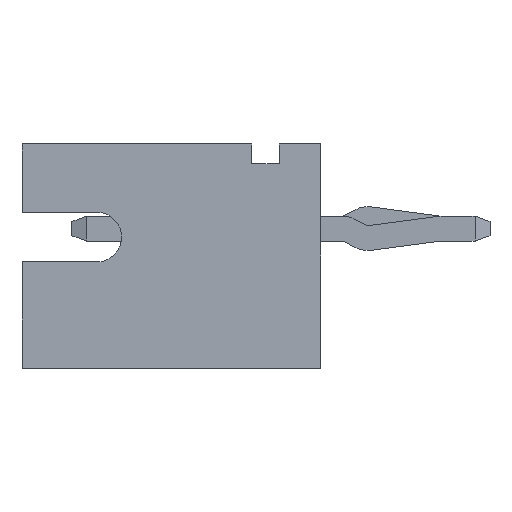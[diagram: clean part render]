
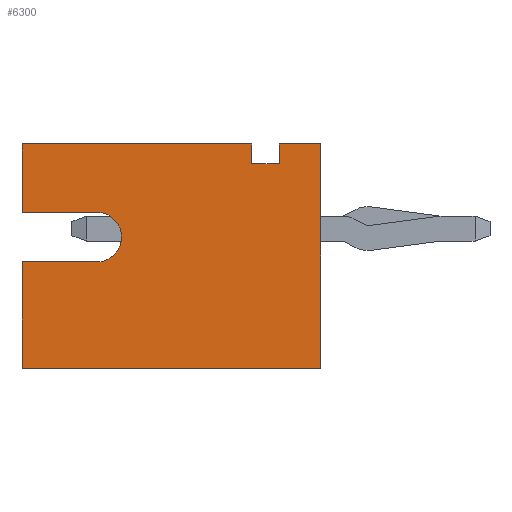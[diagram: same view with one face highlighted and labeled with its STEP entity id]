
A CAD part, left-side view. The second image highlights one B-rep face of the part: STEP entity #6300.
In plain terms, the highlighted planar face has unit normal (-1, 0, 0).
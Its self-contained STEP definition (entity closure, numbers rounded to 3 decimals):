
#95 = DIRECTION ( 'NONE',  ( 0., 0., 1. ) ) ;
#160 = ORIENTED_EDGE ( 'NONE', *, *, #4509, .T. ) ;
#212 = CARTESIAN_POINT ( 'NONE',  ( -4.95, 6., -2.25 ) ) ;
#239 = EDGE_CURVE ( 'NONE', #5342, #254, #7037, .T. ) ;
#254 = VERTEX_POINT ( 'NONE', #6994 ) ;
#689 = CARTESIAN_POINT ( 'NONE',  ( -4.95, 6., -0.12 ) ) ;
#704 = CARTESIAN_POINT ( 'NONE',  ( -4.95, 4.5, 0.88 ) ) ;
#779 = CARTESIAN_POINT ( 'NONE',  ( -4.95, 0., 2.25 ) ) ;
#881 = DIRECTION ( 'NONE',  ( 0., -1., 0. ) ) ;
#987 = VERTEX_POINT ( 'NONE', #1223 ) ;
#1008 = DIRECTION ( 'NONE',  ( 0., 1., 0. ) ) ;
#1093 = CARTESIAN_POINT ( 'NONE',  ( -4.95, 4.5, 0.88 ) ) ;
#1223 = CARTESIAN_POINT ( 'NONE',  ( -4.95, 0.83, 2.25 ) ) ;
#1241 = VECTOR ( 'NONE', #4084, 1000. ) ;
#1248 = LINE ( 'NONE', #1966, #8050 ) ;
#1284 = VECTOR ( 'NONE', #8378, 1000. ) ;
#1359 = LINE ( 'NONE', #8509, #4188 ) ;
#1632 = ORIENTED_EDGE ( 'NONE', *, *, #7661, .T. ) ;
#1755 = EDGE_CURVE ( 'NONE', #2170, #5450, #6209, .T. ) ;
#1776 = EDGE_CURVE ( 'NONE', #4220, #987, #7829, .T. ) ;
#1851 = CARTESIAN_POINT ( 'NONE',  ( -4.95, 0.83, 1.85 ) ) ;
#1869 = DIRECTION ( 'NONE',  ( 1., 0., 0. ) ) ;
#1912 = DIRECTION ( 'NONE',  ( 0., 0., 1. ) ) ;
#1916 = ORIENTED_EDGE ( 'NONE', *, *, #239, .F. ) ;
#1948 = DIRECTION ( 'NONE',  ( 0., -1., 0. ) ) ;
#1966 = CARTESIAN_POINT ( 'NONE',  ( -4.95, 0., -2.25 ) ) ;
#1971 = ORIENTED_EDGE ( 'NONE', *, *, #6260, .F. ) ;
#2084 = LINE ( 'NONE', #7425, #1241 ) ;
#2102 = CARTESIAN_POINT ( 'NONE',  ( -4.95, 1.39, 2.25 ) ) ;
#2145 = VECTOR ( 'NONE', #4852, 1000. ) ;
#2170 = VERTEX_POINT ( 'NONE', #689 ) ;
#2300 = VERTEX_POINT ( 'NONE', #4740 ) ;
#2435 = CARTESIAN_POINT ( 'NONE',  ( -4.95, 0., 0.38 ) ) ;
#2542 = LINE ( 'NONE', #1851, #6060 ) ;
#2544 = VECTOR ( 'NONE', #95, 1000. ) ;
#2563 = CARTESIAN_POINT ( 'NONE',  ( -4.95, 6., 2.25 ) ) ;
#2584 = ORIENTED_EDGE ( 'NONE', *, *, #6041, .F. ) ;
#2623 = LINE ( 'NONE', #3972, #2544 ) ;
#2782 = CARTESIAN_POINT ( 'NONE',  ( -4.95, 4.5, -0.12 ) ) ;
#3007 = CARTESIAN_POINT ( 'NONE',  ( -4.95, 6., -2.25 ) ) ;
#3210 = VECTOR ( 'NONE', #8373, 1000. ) ;
#3323 = EDGE_CURVE ( 'NONE', #6822, #254, #2084, .T. ) ;
#3522 = CARTESIAN_POINT ( 'NONE',  ( -4.95, 1.39, 1.85 ) ) ;
#3604 = FACE_OUTER_BOUND ( 'NONE', #5489, .T. ) ;
#3758 = DIRECTION ( 'NONE',  ( 0., 0., -1. ) ) ;
#3920 = AXIS2_PLACEMENT_3D ( 'NONE', #7339, #5944, #1912 ) ;
#3972 = CARTESIAN_POINT ( 'NONE',  ( -4.95, 1.39, 2.25 ) ) ;
#4079 = EDGE_CURVE ( 'NONE', #2170, #7346, #6863, .T. ) ;
#4084 = DIRECTION ( 'NONE',  ( 0., 0., -1. ) ) ;
#4188 = VECTOR ( 'NONE', #1948, 1000. ) ;
#4191 = VECTOR ( 'NONE', #6297, 1000. ) ;
#4220 = VERTEX_POINT ( 'NONE', #779 ) ;
#4509 = EDGE_CURVE ( 'NONE', #5450, #2300, #1248, .T. ) ;
#4740 = CARTESIAN_POINT ( 'NONE',  ( -4.95, 0., -2.25 ) ) ;
#4785 = CARTESIAN_POINT ( 'NONE',  ( -4.95, 0.83, 1.85 ) ) ;
#4852 = DIRECTION ( 'NONE',  ( 0., 1., 0. ) ) ;
#4898 = LINE ( 'NONE', #3522, #2145 ) ;
#4933 = CIRCLE ( 'NONE', #3920, 0.5 ) ;
#5006 = CARTESIAN_POINT ( 'NONE',  ( -4.95, 1.39, 1.85 ) ) ;
#5093 = DIRECTION ( 'NONE',  ( 0., 0., -1. ) ) ;
#5112 = ORIENTED_EDGE ( 'NONE', *, *, #4079, .F. ) ;
#5289 = ORIENTED_EDGE ( 'NONE', *, *, #6939, .T. ) ;
#5342 = VERTEX_POINT ( 'NONE', #704 ) ;
#5422 = ORIENTED_EDGE ( 'NONE', *, *, #1776, .T. ) ;
#5450 = VERTEX_POINT ( 'NONE', #3007 ) ;
#5489 = EDGE_LOOP ( 'NONE', ( #1971, #5422, #1632, #5289, #5827, #2584, #8027, #1916, #8388, #5112, #7963, #160 ) ) ;
#5642 = PLANE ( 'NONE',  #8288 ) ;
#5766 = VECTOR ( 'NONE', #1008, 1000. ) ;
#5827 = ORIENTED_EDGE ( 'NONE', *, *, #6680, .T. ) ;
#5834 = VERTEX_POINT ( 'NONE', #2102 ) ;
#5892 = CARTESIAN_POINT ( 'NONE',  ( -4.95, 4.5, 0.38 ) ) ;
#5944 = DIRECTION ( 'NONE',  ( -1., 0., 0. ) ) ;
#5994 = DIRECTION ( 'NONE',  ( 0., -1., 0. ) ) ;
#6041 = EDGE_CURVE ( 'NONE', #6822, #5834, #1359, .T. ) ;
#6060 = VECTOR ( 'NONE', #5093, 1000. ) ;
#6209 = LINE ( 'NONE', #212, #4191 ) ;
#6260 = EDGE_CURVE ( 'NONE', #4220, #2300, #8280, .T. ) ;
#6297 = DIRECTION ( 'NONE',  ( 0., 0., -1. ) ) ;
#6300 = ADVANCED_FACE ( 'NONE', ( #3604 ), #5642, .F. ) ;
#6405 = CARTESIAN_POINT ( 'NONE',  ( -4.95, 4.5, -0.12 ) ) ;
#6680 = EDGE_CURVE ( 'NONE', #8257, #5834, #2623, .T. ) ;
#6697 = VERTEX_POINT ( 'NONE', #4785 ) ;
#6822 = VERTEX_POINT ( 'NONE', #2563 ) ;
#6828 = EDGE_CURVE ( 'NONE', #7346, #5342, #4933, .T. ) ;
#6863 = LINE ( 'NONE', #2782, #7325 ) ;
#6939 = EDGE_CURVE ( 'NONE', #6697, #8257, #4898, .T. ) ;
#6994 = CARTESIAN_POINT ( 'NONE',  ( -4.95, 6., 0.88 ) ) ;
#7037 = LINE ( 'NONE', #1093, #5766 ) ;
#7043 = CARTESIAN_POINT ( 'NONE',  ( -4.95, 0.83, 2.25 ) ) ;
#7325 = VECTOR ( 'NONE', #881, 1000. ) ;
#7339 = CARTESIAN_POINT ( 'NONE',  ( -4.95, 4.5, 0.38 ) ) ;
#7346 = VERTEX_POINT ( 'NONE', #6405 ) ;
#7425 = CARTESIAN_POINT ( 'NONE',  ( -4.95, 6., 0.88 ) ) ;
#7661 = EDGE_CURVE ( 'NONE', #987, #6697, #2542, .T. ) ;
#7829 = LINE ( 'NONE', #7043, #1284 ) ;
#7963 = ORIENTED_EDGE ( 'NONE', *, *, #1755, .T. ) ;
#8027 = ORIENTED_EDGE ( 'NONE', *, *, #3323, .T. ) ;
#8050 = VECTOR ( 'NONE', #5994, 1000. ) ;
#8257 = VERTEX_POINT ( 'NONE', #5006 ) ;
#8280 = LINE ( 'NONE', #2435, #3210 ) ;
#8288 = AXIS2_PLACEMENT_3D ( 'NONE', #5892, #1869, #3758 ) ;
#8373 = DIRECTION ( 'NONE',  ( 0., 0., -1. ) ) ;
#8378 = DIRECTION ( 'NONE',  ( 0., 1., 0. ) ) ;
#8388 = ORIENTED_EDGE ( 'NONE', *, *, #6828, .F. ) ;
#8509 = CARTESIAN_POINT ( 'NONE',  ( -4.95, 4.5, 2.25 ) ) ;
